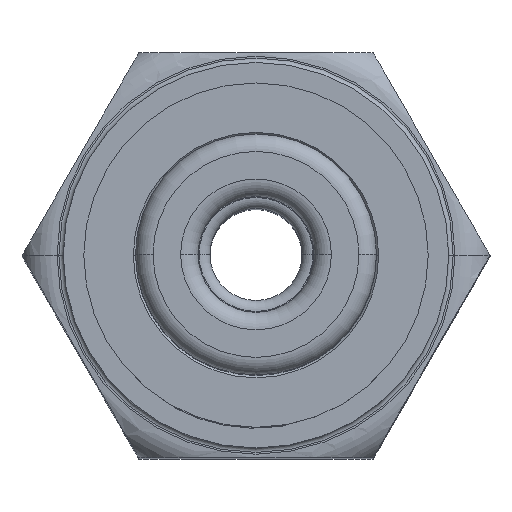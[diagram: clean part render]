
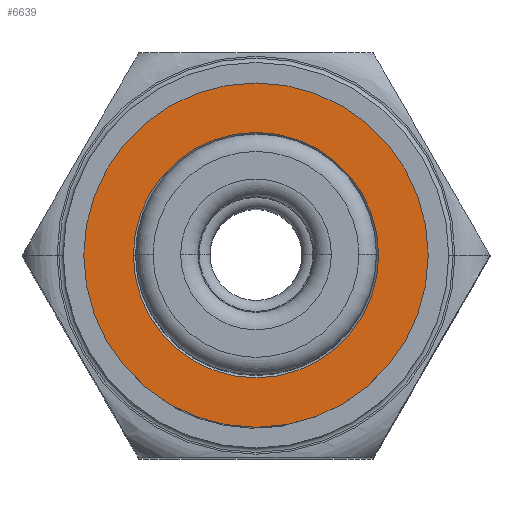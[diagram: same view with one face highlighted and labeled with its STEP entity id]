
A CAD part, top view. The second image highlights one B-rep face of the part: STEP entity #6639.
In plain terms, the highlighted planar face has unit normal (0, 0, 1).
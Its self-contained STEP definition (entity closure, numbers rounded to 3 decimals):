
#659 = PLANE ( 'NONE',  #5519 ) ;
#1190 = AXIS2_PLACEMENT_3D ( 'NONE', #3967, #4603, #5918 ) ;
#1629 = EDGE_CURVE ( 'NONE', #7421, #5955, #6340, .T. ) ;
#1900 = DIRECTION ( 'NONE',  ( 1., 0., 0. ) ) ;
#1912 = ORIENTED_EDGE ( 'NONE', *, *, #4404, .F. ) ;
#2169 = ORIENTED_EDGE ( 'NONE', *, *, #6485, .T. ) ;
#2333 = CIRCLE ( 'NONE', #3210, 2.8 ) ;
#2392 = DIRECTION ( 'NONE',  ( 1., 0., 0. ) ) ;
#2455 = CARTESIAN_POINT ( 'NONE',  ( 2.8, 0., 2.5 ) ) ;
#2762 = CARTESIAN_POINT ( 'NONE',  ( 2.8, 0., 2.5 ) ) ;
#3103 = FACE_BOUND ( 'NONE', #5995, .T. ) ;
#3210 = AXIS2_PLACEMENT_3D ( 'NONE', #7895, #4501, #2392 ) ;
#3315 = CARTESIAN_POINT ( 'NONE',  ( 3.93, 0., 2.5 ) ) ;
#3628 = CARTESIAN_POINT ( 'NONE',  ( -2.8, 0., 2.5 ) ) ;
#3967 = CARTESIAN_POINT ( 'NONE',  ( 0., 0., 2.5 ) ) ;
#4083 = CIRCLE ( 'NONE', #7562, 3.93 ) ;
#4404 = EDGE_CURVE ( 'NONE', #7960, #9033, #6698, .T. ) ;
#4501 = DIRECTION ( 'NONE',  ( 0., 0., 1. ) ) ;
#4603 = DIRECTION ( 'NONE',  ( 0., 0., 1. ) ) ;
#4779 = ORIENTED_EDGE ( 'NONE', *, *, #1629, .T. ) ;
#4863 = DIRECTION ( 'NONE',  ( 1., 0., 0. ) ) ;
#4962 = FACE_OUTER_BOUND ( 'NONE', #8061, .T. ) ;
#5519 = AXIS2_PLACEMENT_3D ( 'NONE', #2762, #6243, #6937 ) ;
#5542 = CARTESIAN_POINT ( 'NONE',  ( 0., 0., 2.5 ) ) ;
#5918 = DIRECTION ( 'NONE',  ( 1., 0., 0. ) ) ;
#5955 = VERTEX_POINT ( 'NONE', #6939 ) ;
#5976 = AXIS2_PLACEMENT_3D ( 'NONE', #5542, #8967, #4863 ) ;
#5995 = EDGE_LOOP ( 'NONE', ( #1912, #7628 ) ) ;
#6006 = CARTESIAN_POINT ( 'NONE',  ( 0., 0., 2.5 ) ) ;
#6243 = DIRECTION ( 'NONE',  ( 0., 0., 1. ) ) ;
#6340 = CIRCLE ( 'NONE', #5976, 3.93 ) ;
#6485 = EDGE_CURVE ( 'NONE', #5955, #7421, #4083, .T. ) ;
#6639 = ADVANCED_FACE ( 'NONE', ( #4962, #3103 ), #659, .T. ) ;
#6698 = CIRCLE ( 'NONE', #1190, 2.8 ) ;
#6937 = DIRECTION ( 'NONE',  ( 1., 0., 0. ) ) ;
#6939 = CARTESIAN_POINT ( 'NONE',  ( -3.93, 0., 2.5 ) ) ;
#7421 = VERTEX_POINT ( 'NONE', #3315 ) ;
#7562 = AXIS2_PLACEMENT_3D ( 'NONE', #6006, #8187, #1900 ) ;
#7628 = ORIENTED_EDGE ( 'NONE', *, *, #8394, .F. ) ;
#7895 = CARTESIAN_POINT ( 'NONE',  ( 0., 0., 2.5 ) ) ;
#7960 = VERTEX_POINT ( 'NONE', #2455 ) ;
#8061 = EDGE_LOOP ( 'NONE', ( #4779, #2169 ) ) ;
#8187 = DIRECTION ( 'NONE',  ( 0., 0., 1. ) ) ;
#8394 = EDGE_CURVE ( 'NONE', #9033, #7960, #2333, .T. ) ;
#8967 = DIRECTION ( 'NONE',  ( 0., 0., 1. ) ) ;
#9033 = VERTEX_POINT ( 'NONE', #3628 ) ;
